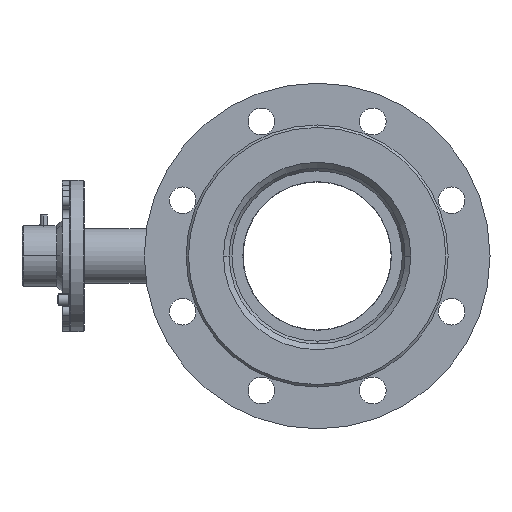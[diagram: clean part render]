
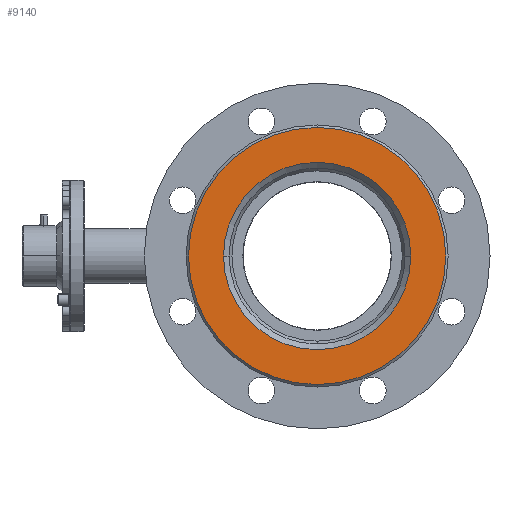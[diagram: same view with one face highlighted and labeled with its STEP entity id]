
A CAD part, left-side view. The second image highlights one B-rep face of the part: STEP entity #9140.
In plain terms, the highlighted planar face has unit normal (-1, 0, 0).
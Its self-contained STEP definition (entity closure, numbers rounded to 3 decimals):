
#100 = FACE_OUTER_BOUND ( 'NONE', #7071, .T. ) ;
#169 = CARTESIAN_POINT ( 'NONE',  ( -175., 106., 0. ) ) ;
#961 = ORIENTED_EDGE ( 'NONE', *, *, #13132, .T. ) ;
#1145 = DIRECTION ( 'NONE',  ( 0., 0., 1. ) ) ;
#1171 = CARTESIAN_POINT ( 'NONE',  ( -175., 0., 77.2 ) ) ;
#1467 = VERTEX_POINT ( 'NONE', #11327 ) ;
#1631 = AXIS2_PLACEMENT_3D ( 'NONE', #4764, #3587, #1145 ) ;
#2700 = EDGE_CURVE ( 'NONE', #14183, #7306, #3951, .T. ) ;
#3216 = DIRECTION ( 'NONE',  ( 0., 0., 1. ) ) ;
#3523 = PLANE ( 'NONE',  #7992 ) ;
#3587 = DIRECTION ( 'NONE',  ( -1., 0., 0. ) ) ;
#3951 = CIRCLE ( 'NONE', #6571, 77.2 ) ;
#4650 = VERTEX_POINT ( 'NONE', #13900 ) ;
#4764 = CARTESIAN_POINT ( 'NONE',  ( -175., 0., 0. ) ) ;
#5117 = AXIS2_PLACEMENT_3D ( 'NONE', #7799, #14545, #3216 ) ;
#5765 = DIRECTION ( 'NONE',  ( 0., 0., 1. ) ) ;
#6571 = AXIS2_PLACEMENT_3D ( 'NONE', #9034, #13560, #5765 ) ;
#6778 = DIRECTION ( 'NONE',  ( 0., 0., 1. ) ) ;
#6848 = EDGE_CURVE ( 'NONE', #4650, #1467, #11272, .T. ) ;
#7071 = EDGE_LOOP ( 'NONE', ( #961, #12305 ) ) ;
#7306 = VERTEX_POINT ( 'NONE', #1171 ) ;
#7799 = CARTESIAN_POINT ( 'NONE',  ( -175., 0., 0. ) ) ;
#7951 = AXIS2_PLACEMENT_3D ( 'NONE', #10034, #12269, #6778 ) ;
#7992 = AXIS2_PLACEMENT_3D ( 'NONE', #169, #8033, #12561 ) ;
#8033 = DIRECTION ( 'NONE',  ( 1., 0., 0. ) ) ;
#9034 = CARTESIAN_POINT ( 'NONE',  ( -175., 0., 0. ) ) ;
#9140 = ADVANCED_FACE ( 'NONE', ( #13674, #100 ), #3523, .F. ) ;
#9617 = CARTESIAN_POINT ( 'NONE',  ( -175., 0., -77.2 ) ) ;
#10034 = CARTESIAN_POINT ( 'NONE',  ( -175., 0., 0. ) ) ;
#11272 = CIRCLE ( 'NONE', #7951, 106. ) ;
#11327 = CARTESIAN_POINT ( 'NONE',  ( -175., 0., -106. ) ) ;
#11496 = CIRCLE ( 'NONE', #5117, 77.2 ) ;
#11914 = EDGE_CURVE ( 'NONE', #7306, #14183, #11496, .T. ) ;
#12269 = DIRECTION ( 'NONE',  ( -1., 0., 0. ) ) ;
#12305 = ORIENTED_EDGE ( 'NONE', *, *, #6848, .T. ) ;
#12561 = DIRECTION ( 'NONE',  ( 0., 0., -1. ) ) ;
#12765 = EDGE_LOOP ( 'NONE', ( #14397, #14601 ) ) ;
#13132 = EDGE_CURVE ( 'NONE', #1467, #4650, #14429, .T. ) ;
#13560 = DIRECTION ( 'NONE',  ( -1., 0., 0. ) ) ;
#13674 = FACE_BOUND ( 'NONE', #12765, .T. ) ;
#13900 = CARTESIAN_POINT ( 'NONE',  ( -175., 0., 106. ) ) ;
#14183 = VERTEX_POINT ( 'NONE', #9617 ) ;
#14397 = ORIENTED_EDGE ( 'NONE', *, *, #11914, .F. ) ;
#14429 = CIRCLE ( 'NONE', #1631, 106. ) ;
#14545 = DIRECTION ( 'NONE',  ( -1., 0., 0. ) ) ;
#14601 = ORIENTED_EDGE ( 'NONE', *, *, #2700, .F. ) ;
